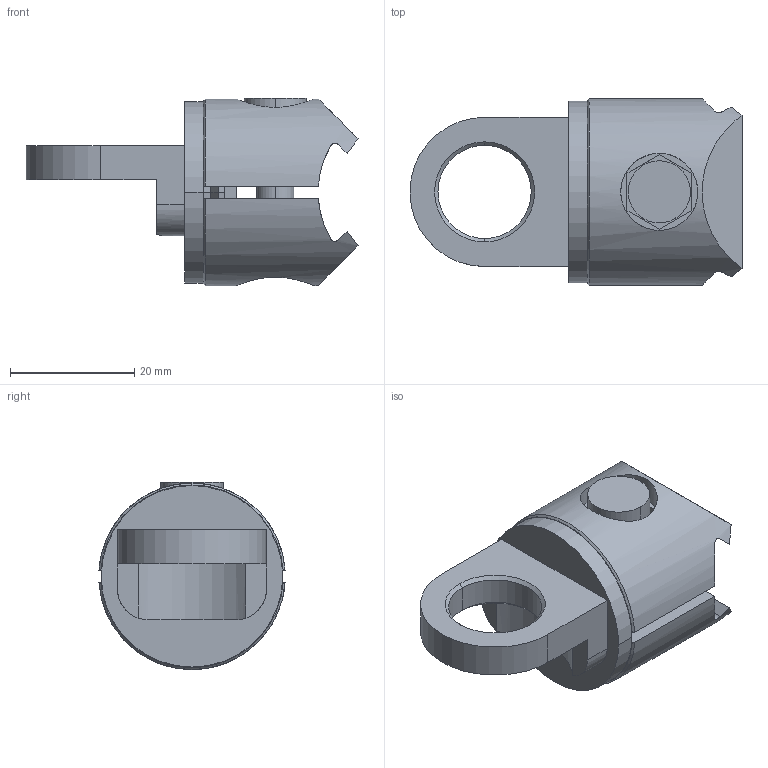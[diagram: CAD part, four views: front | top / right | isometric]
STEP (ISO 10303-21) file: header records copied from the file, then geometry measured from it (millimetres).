
FILE_DESCRIPTION (( 'STEP AP203' ), '1' );
FILE_NAME ('10.01.49.00038.step', '2022-11-07T19:15:55', ( '' ), ( '' ), 'SwSTEP 2.0', 'SolidWorks 2021', '' );
FILE_SCHEMA (( 'CONFIG_CONTROL_DESIGN' ));
Length unit declared in the file: millimetre
Products named in the file (1): 10.01.49.00038
Bounding box: 53.4 x 29.93 x 30.1 mm (x, y, z)
Volume: 17264.3 mm3; surface area: 10088 mm2
Topology: 6 solids, 6 shells, 112 faces, 262 edges, 172 vertices
Faces by surface type: plane 58, cylinder 44, cone 10
Entity records: 3961 total; most frequent: CARTESIAN_POINT 1293, DIRECTION 540, ORIENTED_EDGE 524, EDGE_CURVE 262, AXIS2_PLACEMENT_3D 193, VERTEX_POINT 172, VECTOR 154, LINE 154
